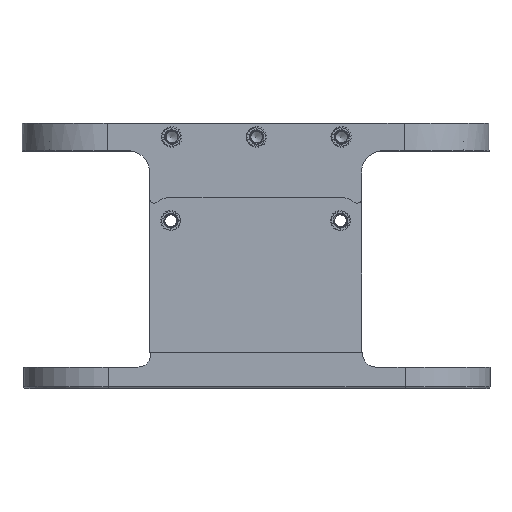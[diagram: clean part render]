
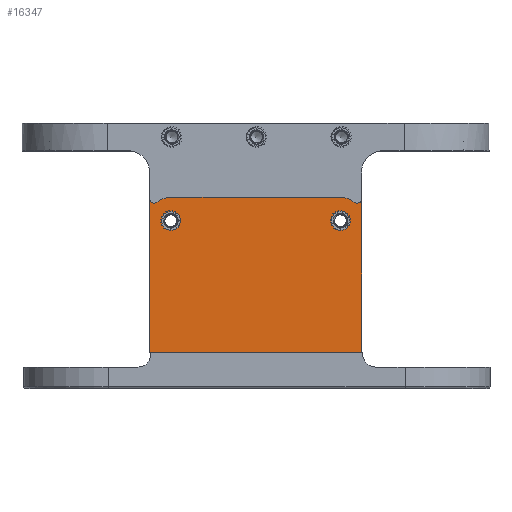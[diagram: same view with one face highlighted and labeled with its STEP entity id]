
A CAD part, top view. The second image highlights one B-rep face of the part: STEP entity #16347.
In plain terms, the highlighted face is planar.
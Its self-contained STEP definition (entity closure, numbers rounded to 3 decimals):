
#550=FACE_BOUND('',#2867,.T.);
#551=FACE_BOUND('',#2868,.T.);
#652=PLANE('',#17577);
#1873=FACE_OUTER_BOUND('',#2866,.T.);
#2866=EDGE_LOOP('',(#12717,#12718,#12719,#12720,#12721,#12722,#12723,#12724));
#2867=EDGE_LOOP('',(#12725));
#2868=EDGE_LOOP('',(#12726));
#4232=CIRCLE('',#17572,2.25);
#4235=CIRCLE('',#17576,2.25);
#4236=CIRCLE('',#17578,1.05);
#4237=CIRCLE('',#17579,1.05);
#4238=CIRCLE('',#17580,4.8);
#4239=CIRCLE('',#17581,4.8);
#4965=LINE('',#28291,#5911);
#5058=LINE('',#29120,#6004);
#5059=LINE('',#29122,#6005);
#5060=LINE('',#29128,#6006);
#5911=VECTOR('',#19480,10.);
#6004=VECTOR('',#19981,10.);
#6005=VECTOR('',#19982,10.);
#6006=VECTOR('',#19987,10.);
#7090=VERTEX_POINT('',#28289);
#7091=VERTEX_POINT('',#28290);
#7209=VERTEX_POINT('',#29084);
#7213=VERTEX_POINT('',#29113);
#7214=VERTEX_POINT('',#29117);
#7215=VERTEX_POINT('',#29118);
#7216=VERTEX_POINT('',#29121);
#7217=VERTEX_POINT('',#29123);
#7218=VERTEX_POINT('',#29125);
#7219=VERTEX_POINT('',#29127);
#9009=EDGE_CURVE('',#7090,#7091,#4965,.T.);
#9217=EDGE_CURVE('',#7209,#7209,#4232,.T.);
#9223=EDGE_CURVE('',#7213,#7213,#4235,.T.);
#9224=EDGE_CURVE('',#7214,#7215,#4236,.T.);
#9225=EDGE_CURVE('',#7215,#7090,#5058,.T.);
#9226=EDGE_CURVE('',#7091,#7216,#5059,.T.);
#9227=EDGE_CURVE('',#7216,#7217,#4237,.T.);
#9228=EDGE_CURVE('',#7217,#7218,#4238,.T.);
#9229=EDGE_CURVE('',#7218,#7219,#5060,.T.);
#9230=EDGE_CURVE('',#7219,#7214,#4239,.T.);
#12717=ORIENTED_EDGE('',*,*,#9224,.T.);
#12718=ORIENTED_EDGE('',*,*,#9225,.T.);
#12719=ORIENTED_EDGE('',*,*,#9009,.T.);
#12720=ORIENTED_EDGE('',*,*,#9226,.T.);
#12721=ORIENTED_EDGE('',*,*,#9227,.T.);
#12722=ORIENTED_EDGE('',*,*,#9228,.T.);
#12723=ORIENTED_EDGE('',*,*,#9229,.T.);
#12724=ORIENTED_EDGE('',*,*,#9230,.T.);
#12725=ORIENTED_EDGE('',*,*,#9223,.T.);
#12726=ORIENTED_EDGE('',*,*,#9217,.T.);
#16347=ADVANCED_FACE('',(#1873,#550,#551),#652,.F.);
#17572=AXIS2_PLACEMENT_3D('',#29086,#19966,#19967);
#17576=AXIS2_PLACEMENT_3D('',#29115,#19975,#19976);
#17577=AXIS2_PLACEMENT_3D('',#29116,#19977,#19978);
#17578=AXIS2_PLACEMENT_3D('',#29119,#19979,#19980);
#17579=AXIS2_PLACEMENT_3D('',#29124,#19983,#19984);
#17580=AXIS2_PLACEMENT_3D('',#29126,#19985,#19986);
#17581=AXIS2_PLACEMENT_3D('',#29129,#19988,#19989);
#19480=DIRECTION('',(-1.,0.,0.));
#19966=DIRECTION('center_axis',(0.,0.,
1.));
#19967=DIRECTION('ref_axis',(1.,0.,0.));
#19975=DIRECTION('center_axis',(0.,0.,
1.));
#19976=DIRECTION('ref_axis',(1.,0.,0.));
#19977=DIRECTION('center_axis',(0.,0.,
1.));
#19978=DIRECTION('ref_axis',(0.,-1.,0.));
#19979=DIRECTION('center_axis',(0.,0.,
1.));
#19980=DIRECTION('ref_axis',(1.,0.,0.));
#19981=DIRECTION('',(0.,-1.,0.));
#19982=DIRECTION('',(0.,1.,0.));
#19983=DIRECTION('center_axis',(0.,0.,
1.));
#19984=DIRECTION('ref_axis',(0.641,-0.768,0.));
#19985=DIRECTION('center_axis',(0.,0.,
-1.));
#19986=DIRECTION('ref_axis',(-0.641,0.768,0.));
#19987=DIRECTION('',(1.,0.,0.));
#19988=DIRECTION('center_axis',(0.,0.,
-1.));
#19989=DIRECTION('ref_axis',(0.,1.,0.));
#28289=CARTESIAN_POINT('',(141.476,-48.099,436.02));
#28290=CARTESIAN_POINT('',(91.476,-48.099,436.02));
#28291=CARTESIAN_POINT('',(116.476,-48.099,436.02));
#29084=CARTESIAN_POINT('',(134.226,-17.099,436.02));
#29086=CARTESIAN_POINT('Origin',(136.476,-17.099,436.02));
#29113=CARTESIAN_POINT('',(94.226,-17.099,436.02));
#29115=CARTESIAN_POINT('Origin',(96.476,-17.099,436.02));
#29116=CARTESIAN_POINT('Origin',(116.476,-29.849,436.02));
#29117=CARTESIAN_POINT('',(139.753,-12.715,436.02));
#29118=CARTESIAN_POINT('',(141.476,-11.909,436.02));
#29119=CARTESIAN_POINT('Origin',(140.426,-11.909,436.02));
#29120=CARTESIAN_POINT('',(141.476,-12.724,436.02));
#29121=CARTESIAN_POINT('',(91.476,-11.909,436.02));
#29122=CARTESIAN_POINT('',(91.476,-12.724,436.02));
#29123=CARTESIAN_POINT('',(93.199,-12.715,436.02));
#29124=CARTESIAN_POINT('Origin',(92.526,-11.909,436.02));
#29125=CARTESIAN_POINT('',(96.276,-11.599,436.02));
#29126=CARTESIAN_POINT('Origin',(96.276,-16.399,436.02));
#29127=CARTESIAN_POINT('',(136.676,-11.599,436.02));
#29128=CARTESIAN_POINT('',(126.576,-11.599,436.02));
#29129=CARTESIAN_POINT('Origin',(136.676,-16.399,436.02));
